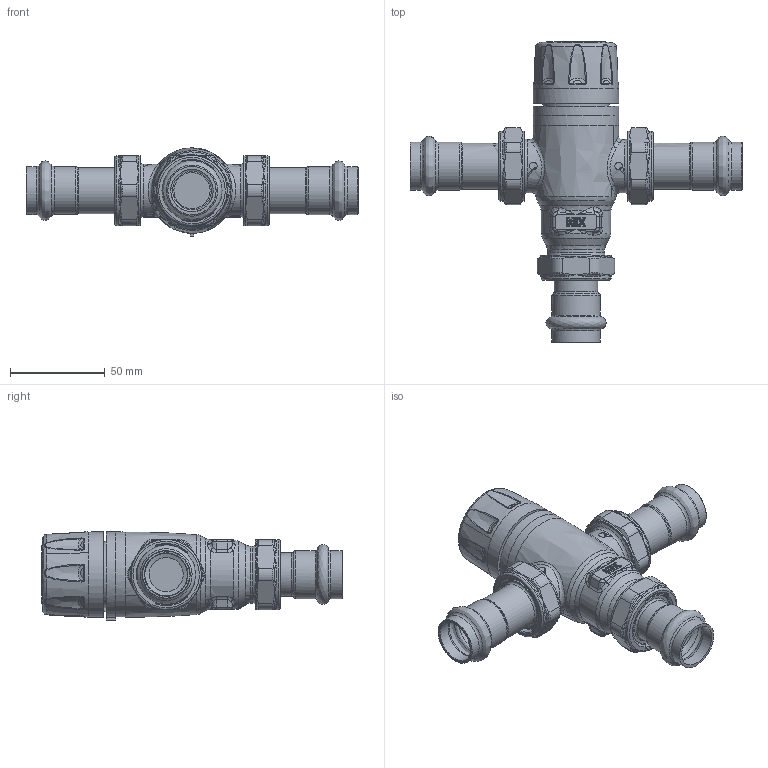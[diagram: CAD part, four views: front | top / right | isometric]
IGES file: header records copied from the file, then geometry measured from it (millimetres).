
Global section: file name: 521506AC; native system: Autodesk Inventor 2024; preprocessor: unknown; author: Mike; date: 20250603.095848; units: centimetre
Bounding box: 175.11 x 158.38 x 46.48 mm (x, y, z)
Volume: 223516.8 mm3; surface area: 58788.1 mm2
Topology: 7 solids, 7 shells, 1582 faces, 3771 edges, 2102 vertices
Faces by surface type: bspline 1582
